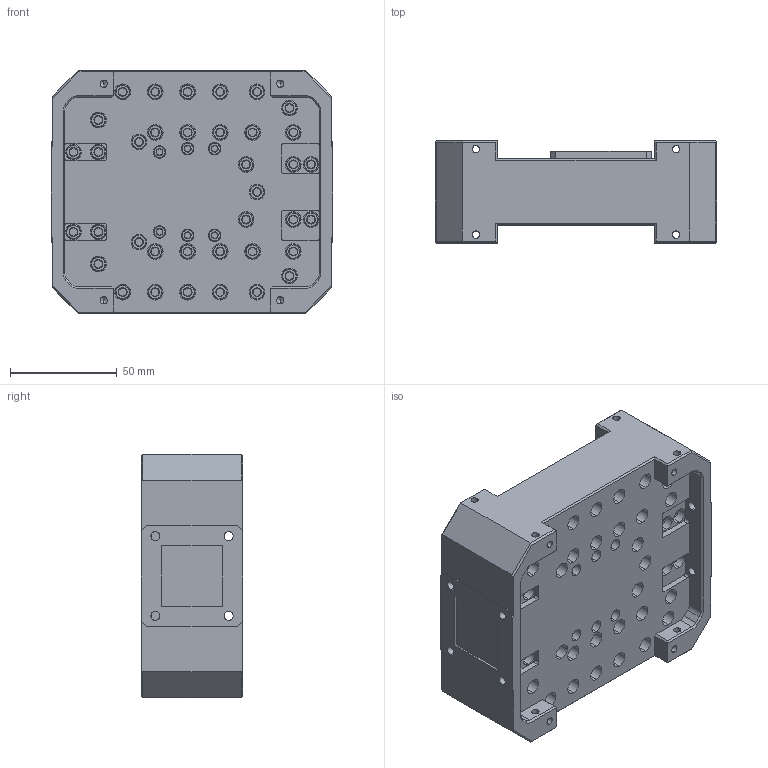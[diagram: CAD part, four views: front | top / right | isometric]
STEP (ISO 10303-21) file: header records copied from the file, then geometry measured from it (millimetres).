
FILE_DESCRIPTION (( 'STEP AP203' ), '1' );
FILE_NAME ('SAT-FH1122112-S1, Defeatured.STEP', '2021-11-15T23:35:29', ( '' ), ( '' ), 'SwSTEP 2.0', 'SolidWorks 2021', '' );
FILE_SCHEMA (( 'CONFIG_CONTROL_DESIGN' ));
Length unit declared in the file: millimetre
Products named in the file (1): SAT-FH1122112-S1, Defeatured
Bounding box: 132.08 x 47.75 x 114.3 mm (x, y, z)
Volume: 480282.7 mm3; surface area: 74246.6 mm2
Topology: 1 solids, 44 shells, 1604 faces, 3369 edges, 1982 vertices
Faces by surface type: plane 647, cone 505, cylinder 452
Entity records: 44368 total; most frequent: CARTESIAN_POINT 9553, DIRECTION 7655, ORIENTED_EDGE 6706, EDGE_CURVE 3353, AXIS2_PLACEMENT_3D 2998, VERTEX_POINT 1982, EDGE_LOOP 1867, LINE 1659
